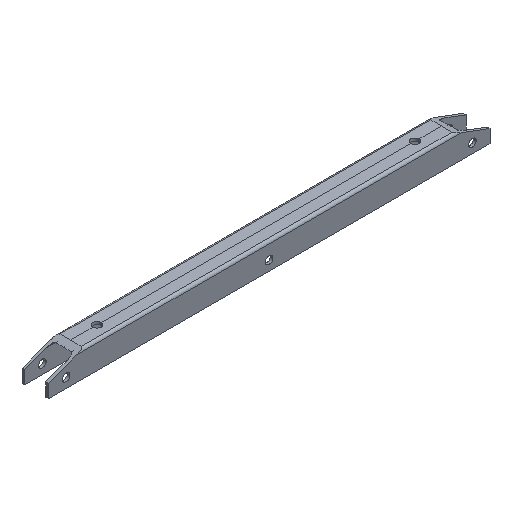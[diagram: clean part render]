
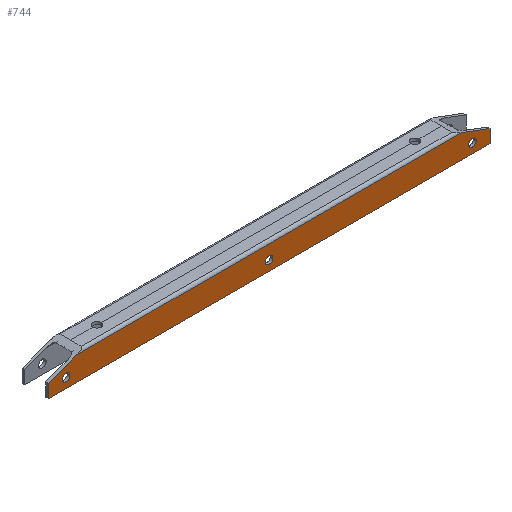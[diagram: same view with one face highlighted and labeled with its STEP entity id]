
A CAD part, isometric view. The second image highlights one B-rep face of the part: STEP entity #744.
In plain terms, the highlighted planar face has unit normal (0, -1, 0).
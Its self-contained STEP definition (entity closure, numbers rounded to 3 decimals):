
#57=CARTESIAN_POINT('Line Origine',(250.,-15.,0.)) ;
#61=CARTESIAN_POINT('Vertex',(0.,-15.,0.)) ;
#63=CARTESIAN_POINT('Vertex',(500.,-15.,0.)) ;
#164=CARTESIAN_POINT('Vertex',(0.,-15.,15.)) ;
#172=CARTESIAN_POINT('Line Origine',(0.,-15.,7.5)) ;
#189=CARTESIAN_POINT('Line Origine',(16.,-15.,21.)) ;
#193=CARTESIAN_POINT('Vertex',(32.,-15.,27.)) ;
#520=CARTESIAN_POINT('Line Origine',(250.,-15.,27.)) ;
#524=CARTESIAN_POINT('Vertex',(468.,-15.,27.)) ;
#585=CARTESIAN_POINT('Line Origine',(500.,-15.,7.5)) ;
#589=CARTESIAN_POINT('Vertex',(500.,-15.,15.)) ;
#655=CARTESIAN_POINT('Line Origine',(484.,-15.,21.)) ;
#677=CARTESIAN_POINT('Axis2P3D Location',(0.,-15.,0.)) ;
#690=CARTESIAN_POINT('Axis2P3D Location',(20.,-15.,11.)) ;
#694=CARTESIAN_POINT('Vertex',(24.25,-15.,11.)) ;
#696=CARTESIAN_POINT('Vertex',(15.75,-15.,11.)) ;
#699=CARTESIAN_POINT('Axis2P3D Location',(20.,-15.,11.)) ;
#708=CARTESIAN_POINT('Axis2P3D Location',(480.,-15.,11.)) ;
#712=CARTESIAN_POINT('Vertex',(484.25,-15.,11.)) ;
#714=CARTESIAN_POINT('Vertex',(475.75,-15.,11.)) ;
#717=CARTESIAN_POINT('Axis2P3D Location',(480.,-15.,11.)) ;
#726=CARTESIAN_POINT('Axis2P3D Location',(250.,-15.,11.)) ;
#730=CARTESIAN_POINT('Vertex',(254.25,-15.,11.)) ;
#732=CARTESIAN_POINT('Vertex',(245.75,-15.,11.)) ;
#735=CARTESIAN_POINT('Axis2P3D Location',(250.,-15.,11.)) ;
#58=DIRECTION('Vector Direction',(1.,0.,0.)) ;
#173=DIRECTION('Vector Direction',(0.,0.,1.)) ;
#190=DIRECTION('Vector Direction',(0.936,0.,0.351)) ;
#521=DIRECTION('Vector Direction',(1.,0.,0.)) ;
#586=DIRECTION('Vector Direction',(0.,0.,1.)) ;
#656=DIRECTION('Vector Direction',(-0.936,0.,0.351)) ;
#678=DIRECTION('Axis2P3D Direction',(0.,1.,0.)) ;
#679=DIRECTION('Axis2P3D XDirection',(0.,0.,1.)) ;
#691=DIRECTION('Axis2P3D Direction',(0.,1.,0.)) ;
#700=DIRECTION('Axis2P3D Direction',(0.,1.,0.)) ;
#709=DIRECTION('Axis2P3D Direction',(0.,1.,0.)) ;
#718=DIRECTION('Axis2P3D Direction',(0.,1.,0.)) ;
#727=DIRECTION('Axis2P3D Direction',(0.,1.,0.)) ;
#736=DIRECTION('Axis2P3D Direction',(0.,1.,0.)) ;
#680=AXIS2_PLACEMENT_3D('Plane Axis2P3D',#677,#678,#679) ;
#692=AXIS2_PLACEMENT_3D('Circle Axis2P3D',#690,#691,$) ;
#701=AXIS2_PLACEMENT_3D('Circle Axis2P3D',#699,#700,$) ;
#710=AXIS2_PLACEMENT_3D('Circle Axis2P3D',#708,#709,$) ;
#719=AXIS2_PLACEMENT_3D('Circle Axis2P3D',#717,#718,$) ;
#728=AXIS2_PLACEMENT_3D('Circle Axis2P3D',#726,#727,$) ;
#737=AXIS2_PLACEMENT_3D('Circle Axis2P3D',#735,#736,$) ;
#683=ORIENTED_EDGE('',*,*,#659,.T.) ;
#684=ORIENTED_EDGE('',*,*,#526,.F.) ;
#685=ORIENTED_EDGE('',*,*,#195,.F.) ;
#686=ORIENTED_EDGE('',*,*,#176,.T.) ;
#687=ORIENTED_EDGE('',*,*,#65,.T.) ;
#688=ORIENTED_EDGE('',*,*,#591,.F.) ;
#705=ORIENTED_EDGE('',*,*,#698,.T.) ;
#706=ORIENTED_EDGE('',*,*,#703,.T.) ;
#723=ORIENTED_EDGE('',*,*,#716,.T.) ;
#724=ORIENTED_EDGE('',*,*,#721,.T.) ;
#741=ORIENTED_EDGE('',*,*,#734,.T.) ;
#742=ORIENTED_EDGE('',*,*,#739,.T.) ;
#707=FACE_BOUND('',#704,.T.) ;
#725=FACE_BOUND('',#722,.T.) ;
#743=FACE_BOUND('',#740,.T.) ;
#59=VECTOR('Line Direction',#58,1.) ;
#174=VECTOR('Line Direction',#173,1.) ;
#191=VECTOR('Line Direction',#190,1.) ;
#522=VECTOR('Line Direction',#521,1.) ;
#587=VECTOR('Line Direction',#586,1.) ;
#657=VECTOR('Line Direction',#656,1.) ;
#744=ADVANCED_FACE('Corps principal',(#689,#707,#725,#743),#681,.F.) ;
#693=CIRCLE('generated circle',#692,4.25) ;
#702=CIRCLE('generated circle',#701,4.25) ;
#711=CIRCLE('generated circle',#710,4.25) ;
#720=CIRCLE('generated circle',#719,4.25) ;
#729=CIRCLE('generated circle',#728,4.25) ;
#738=CIRCLE('generated circle',#737,4.25) ;
#65=EDGE_CURVE('',#62,#64,#60,.T.) ;
#176=EDGE_CURVE('',#165,#62,#175,.F.) ;
#195=EDGE_CURVE('',#165,#194,#192,.T.) ;
#526=EDGE_CURVE('',#194,#525,#523,.T.) ;
#591=EDGE_CURVE('',#590,#64,#588,.F.) ;
#659=EDGE_CURVE('',#590,#525,#658,.T.) ;
#698=EDGE_CURVE('',#695,#697,#693,.T.) ;
#703=EDGE_CURVE('',#697,#695,#702,.T.) ;
#716=EDGE_CURVE('',#713,#715,#711,.T.) ;
#721=EDGE_CURVE('',#715,#713,#720,.T.) ;
#734=EDGE_CURVE('',#731,#733,#729,.T.) ;
#739=EDGE_CURVE('',#733,#731,#738,.T.) ;
#682=EDGE_LOOP('',(#683,#684,#685,#686,#687,#688)) ;
#704=EDGE_LOOP('',(#705,#706)) ;
#722=EDGE_LOOP('',(#723,#724)) ;
#740=EDGE_LOOP('',(#741,#742)) ;
#689=FACE_OUTER_BOUND('',#682,.T.) ;
#60=LINE('Line',#57,#59) ;
#175=LINE('Line',#172,#174) ;
#192=LINE('Line',#189,#191) ;
#523=LINE('Line',#520,#522) ;
#588=LINE('Line',#585,#587) ;
#658=LINE('Line',#655,#657) ;
#681=PLANE('Plane',#680) ;
#62=VERTEX_POINT('',#61) ;
#64=VERTEX_POINT('',#63) ;
#165=VERTEX_POINT('',#164) ;
#194=VERTEX_POINT('',#193) ;
#525=VERTEX_POINT('',#524) ;
#590=VERTEX_POINT('',#589) ;
#695=VERTEX_POINT('',#694) ;
#697=VERTEX_POINT('',#696) ;
#713=VERTEX_POINT('',#712) ;
#715=VERTEX_POINT('',#714) ;
#731=VERTEX_POINT('',#730) ;
#733=VERTEX_POINT('',#732) ;
